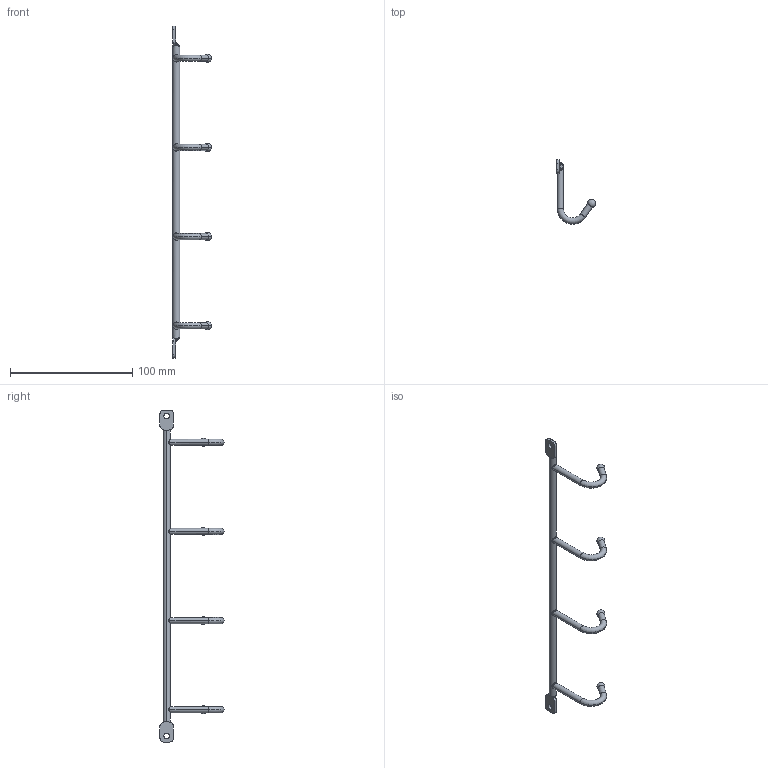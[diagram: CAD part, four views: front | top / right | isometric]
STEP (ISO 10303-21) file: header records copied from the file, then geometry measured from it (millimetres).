
FILE_DESCRIPTION(('Creo Elements/Direct Modeling STEP Export'),'2;1');
FILE_NAME('2081-272.stp','2024-09-23T12:42:36',(''),(''),'Creo Elements/Direct Modeling STEP processor for AP214 (Solid Model)','Creo Elements/Direct Modeling 20.0 12-Nov-2016 (C) Parametric Technology GmbH','');
FILE_SCHEMA(('AUTOMOTIVE_DESIGN { 1 0 10303 214 1 1 1 1 }'));
Length unit declared in the file: millimetre
Products named in the file (2): FE-9964
Assembly tree (1 placements, depth 2):
  FE-9964
    FE-9964
Bounding box: 31.8 x 52.48 x 272 mm (x, y, z)
Volume: 13421.3 mm3; surface area: 10023.6 mm2
Topology: 1 solids, 1 shells, 116 faces, 294 edges, 172 vertices
Faces by surface type: cylinder 50, bspline 22, plane 20, torus 16, sphere 8
Entity records: 18247 total; most frequent: CARTESIAN_POINT 15806, ORIENTED_EDGE 564, DIRECTION 432, EDGE_CURVE 282, VERTEX_POINT 172, AXIS2_PLACEMENT_3D 170, EDGE_LOOP 124, FACE_OUTER_BOUND 116
